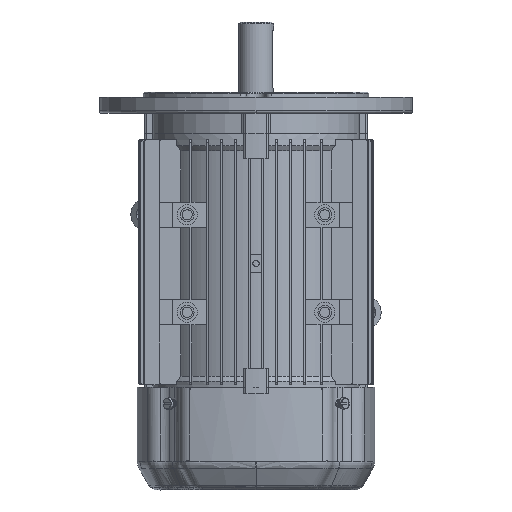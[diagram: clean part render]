
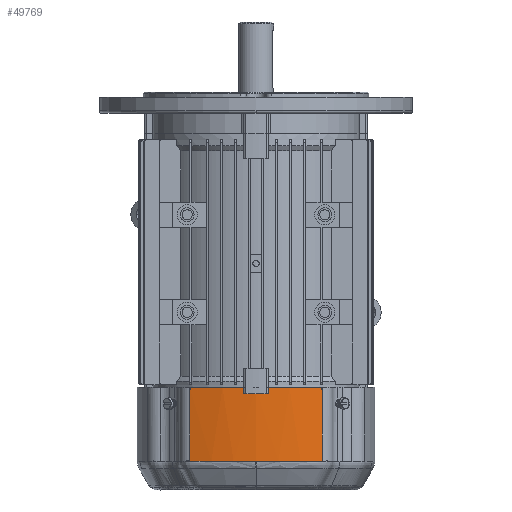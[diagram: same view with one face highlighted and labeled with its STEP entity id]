
A CAD part, front view. The second image highlights one B-rep face of the part: STEP entity #49769.
In plain terms, the highlighted cylindrical face has radius 178 mm (diameter 356 mm), a partial arc.
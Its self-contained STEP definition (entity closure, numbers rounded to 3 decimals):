
#1717 = CARTESIAN_POINT ( 'NONE',  ( -27.966, -92.844, -54.102 ) ) ;
#2678 = CARTESIAN_POINT ( 'NONE',  ( -34.465, -91.655, -54.102 ) ) ;
#8379 = AXIS2_PLACEMENT_3D ( 'NONE', #156544, #112160, #186104 ) ;
#11127 = ORIENTED_EDGE ( 'NONE', *, *, #182012, .T. ) ;
#11923 = EDGE_CURVE ( 'NONE', #156345, #152366, #135171, .T. ) ;
#12940 = CARTESIAN_POINT ( 'NONE',  ( 8.968, -95., -54.102 ) ) ;
#13130 = VECTOR ( 'NONE', #119039, 1000. ) ;
#17471 = CARTESIAN_POINT ( 'NONE',  ( -52.994, -86.928, -54.102 ) ) ;
#21596 = ORIENTED_EDGE ( 'NONE', *, *, #104493, .F. ) ;
#21735 = AXIS2_PLACEMENT_3D ( 'NONE', #186817, #51762, #22193 ) ;
#22193 = DIRECTION ( 'NONE',  ( 1., 0., 0. ) ) ;
#27391 = CARTESIAN_POINT ( 'NONE',  ( 52.994, -86.928, -65. ) ) ;
#35298 = FACE_OUTER_BOUND ( 'NONE', #59456, .T. ) ;
#35693 = ORIENTED_EDGE ( 'NONE', *, *, #132334, .F. ) ;
#36266 = CYLINDRICAL_SURFACE ( 'NONE', #8379, 178. ) ;
#43447 = CARTESIAN_POINT ( 'NONE',  ( 44.433, -89.598, -54.102 ) ) ;
#47028 = CARTESIAN_POINT ( 'NONE',  ( -49.599, -87.95, -54.102 ) ) ;
#49769 = ADVANCED_FACE ( 'NONE', ( #35298 ), #36266, .T. ) ;
#51762 = DIRECTION ( 'NONE',  ( 0., 0., -1. ) ) ;
#52690 = CARTESIAN_POINT ( 'NONE',  ( 0., -95., -54.102 ) ) ;
#59456 = EDGE_LOOP ( 'NONE', ( #151122, #128095, #35693, #11127, #21596 ) ) ;
#62785 = CARTESIAN_POINT ( 'NONE',  ( -49.202, -88.065, -54.102 ) ) ;
#66678 = B_SPLINE_CURVE_WITH_KNOTS ( 'NONE', 3,
 ( #52690, #12940, #163754, #73044, #43447, #164744 ),
 .UNSPECIFIED., .F., .F.,
 ( 4, 2, 4 ),
 ( 0., 0.5, 1. ),
 .UNSPECIFIED. ) ;
#72068 = CARTESIAN_POINT ( 'NONE',  ( -52.994, -86.928, 5. ) ) ;
#73044 = CARTESIAN_POINT ( 'NONE',  ( 35.669, -91.62, -54.102 ) ) ;
#79769 = B_SPLINE_CURVE_WITH_KNOTS ( 'NONE', 3,
 ( #137757, #106208, #136793, #119071, #1717, #2678, #104272, #121982, #164424, #182088, #179191, #62785, #47028, #107177, #103298, #134840, #92405, #152550, #17471 ),
 .UNSPECIFIED., .F., .F.,
 ( 4, 1, 1, 1, 1, 1, 1, 1, 1, 1, 1, 1, 1, 1, 1, 1, 4 ),
 ( 0., 0.184, 0.368, 0.552, 0.644, 0.737, 0.829, 0.875, 0.898, 0.921, 0.926, 0.932, 0.944, 0.967, 0.99, 0.995, 1. ),
 .UNSPECIFIED. ) ;
#80096 = DIRECTION ( 'NONE',  ( 0., 0., -1. ) ) ;
#82311 = VERTEX_POINT ( 'NONE', #142793 ) ;
#88488 = LINE ( 'NONE', #27391, #13130 ) ;
#92405 = CARTESIAN_POINT ( 'NONE',  ( -52.741, -87.007, -54.102 ) ) ;
#95773 = VERTEX_POINT ( 'NONE', #132854 ) ;
#100494 = CARTESIAN_POINT ( 'NONE',  ( 52.994, -86.928, 5. ) ) ;
#101278 = EDGE_CURVE ( 'NONE', #152366, #82311, #171751, .T. ) ;
#103298 = CARTESIAN_POINT ( 'NONE',  ( -51.282, -87.454, -54.102 ) ) ;
#104272 = CARTESIAN_POINT ( 'NONE',  ( -39.312, -90.628, -54.102 ) ) ;
#104493 = EDGE_CURVE ( 'NONE', #156345, #95773, #88488, .T. ) ;
#106208 = CARTESIAN_POINT ( 'NONE',  ( -3.303, -95., -54.102 ) ) ;
#107177 = CARTESIAN_POINT ( 'NONE',  ( -50.292, -87.748, -54.102 ) ) ;
#108472 = CARTESIAN_POINT ( 'NONE',  ( 0., -95., -54.102 ) ) ;
#112160 = DIRECTION ( 'NONE',  ( 0., 0., 1. ) ) ;
#119039 = DIRECTION ( 'NONE',  ( 0., 0., -1. ) ) ;
#119071 = CARTESIAN_POINT ( 'NONE',  ( -19.786, -93.989, -54.102 ) ) ;
#121982 = CARTESIAN_POINT ( 'NONE',  ( -43.326, -89.661, -54.102 ) ) ;
#128095 = ORIENTED_EDGE ( 'NONE', *, *, #101278, .T. ) ;
#132334 = EDGE_CURVE ( 'NONE', #141267, #82311, #79769, .T. ) ;
#132854 = CARTESIAN_POINT ( 'NONE',  ( 52.994, -86.928, -54.102 ) ) ;
#134840 = CARTESIAN_POINT ( 'NONE',  ( -52.171, -87.184, -54.102 ) ) ;
#135171 = CIRCLE ( 'NONE', #21735, 178. ) ;
#136793 = CARTESIAN_POINT ( 'NONE',  ( -9.908, -94.816, -54.102 ) ) ;
#137757 = CARTESIAN_POINT ( 'NONE',  ( 0., -95., -54.102 ) ) ;
#141267 = VERTEX_POINT ( 'NONE', #108472 ) ;
#142793 = CARTESIAN_POINT ( 'NONE',  ( -52.994, -86.928, -54.102 ) ) ;
#151122 = ORIENTED_EDGE ( 'NONE', *, *, #11923, .T. ) ;
#152366 = VERTEX_POINT ( 'NONE', #72068 ) ;
#152550 = CARTESIAN_POINT ( 'NONE',  ( -52.917, -86.953, -54.102 ) ) ;
#155041 = CARTESIAN_POINT ( 'NONE',  ( -52.994, -86.928, -65. ) ) ;
#156345 = VERTEX_POINT ( 'NONE', #100494 ) ;
#156544 = CARTESIAN_POINT ( 'NONE',  ( 0., 83., -65. ) ) ;
#157824 = VECTOR ( 'NONE', #80096, 1000. ) ;
#163754 = CARTESIAN_POINT ( 'NONE',  ( 17.937, -94.321, -54.102 ) ) ;
#164424 = CARTESIAN_POINT ( 'NONE',  ( -46.12, -88.925, -54.102 ) ) ;
#164744 = CARTESIAN_POINT ( 'NONE',  ( 52.994, -86.928, -54.102 ) ) ;
#171751 = LINE ( 'NONE', #155041, #157824 ) ;
#179191 = CARTESIAN_POINT ( 'NONE',  ( -48.607, -88.236, -54.102 ) ) ;
#182012 = EDGE_CURVE ( 'NONE', #141267, #95773, #66678, .T. ) ;
#182088 = CARTESIAN_POINT ( 'NONE',  ( -47.713, -88.488, -54.102 ) ) ;
#186104 = DIRECTION ( 'NONE',  ( -1., 0., 0. ) ) ;
#186817 = CARTESIAN_POINT ( 'NONE',  ( 0., 83., 5. ) ) ;
